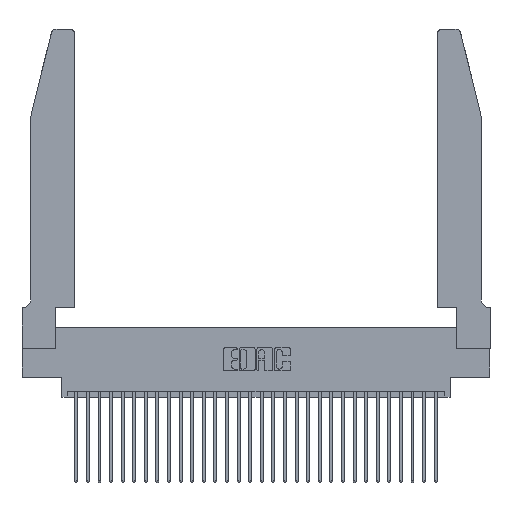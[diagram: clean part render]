
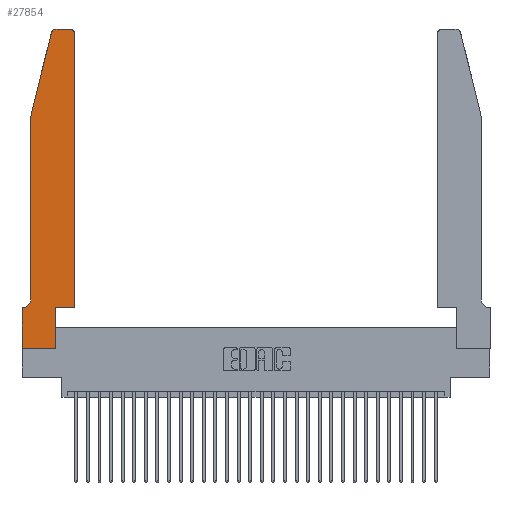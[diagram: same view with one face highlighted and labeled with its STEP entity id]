
A CAD part, top view. The second image highlights one B-rep face of the part: STEP entity #27854.
In plain terms, the highlighted planar face has unit normal (0, 0, 1).
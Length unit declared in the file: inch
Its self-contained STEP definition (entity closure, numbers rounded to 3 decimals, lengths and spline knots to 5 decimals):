
#126 = ORIENTED_EDGE ( 'NONE', *, *, #9334, .T. ) ;
#433 = EDGE_CURVE ( 'NONE', #25279, #19048, #690, .T. ) ;
#514 = DIRECTION ( 'NONE',  ( -1., 0., 0. ) ) ;
#599 = LINE ( 'NONE', #26319, #16895 ) ;
#690 = LINE ( 'NONE', #27624, #13956 ) ;
#845 = DIRECTION ( 'NONE',  ( -1., 0., 0. ) ) ;
#1191 = CARTESIAN_POINT ( 'NONE',  ( 0.0755, 2., 0.37 ) ) ;
#1303 = CARTESIAN_POINT ( 'NONE',  ( 0.4505, 0.35, 0.37 ) ) ;
#1819 = CIRCLE ( 'NONE', #26307, 0.03 ) ;
#2199 = VERTEX_POINT ( 'NONE', #21006 ) ;
#2605 = AXIS2_PLACEMENT_3D ( 'NONE', #25079, #4740, #16912 ) ;
#2669 = CARTESIAN_POINT ( 'NONE',  ( 0., 0., 0.37 ) ) ;
#3216 = VECTOR ( 'NONE', #14671, 39.37008 ) ;
#3511 = DIRECTION ( 'NONE',  ( -0.239, -0.971, 0. ) ) ;
#3692 = CIRCLE ( 'NONE', #19410, 0.03 ) ;
#4066 = ORIENTED_EDGE ( 'NONE', *, *, #21270, .T. ) ;
#4608 = CARTESIAN_POINT ( 'NONE',  ( 0., 0.35, 0.37 ) ) ;
#4740 = DIRECTION ( 'NONE',  ( 0., 0., 1. ) ) ;
#4976 = DIRECTION ( 'NONE',  ( -1., 0., 0. ) ) ;
#5479 = DIRECTION ( 'NONE',  ( 1., 0., 0. ) ) ;
#5491 = DIRECTION ( 'NONE',  ( 0., 0., -1. ) ) ;
#5678 = CIRCLE ( 'NONE', #6655, 0.07 ) ;
#6528 = CARTESIAN_POINT ( 'NONE',  ( 0., 0., 0.37 ) ) ;
#6655 = AXIS2_PLACEMENT_3D ( 'NONE', #15071, #5491, #845 ) ;
#6933 = ORIENTED_EDGE ( 'NONE', *, *, #23453, .T. ) ;
#7245 = EDGE_CURVE ( 'NONE', #10564, #26329, #1819, .T. ) ;
#7529 = LINE ( 'NONE', #7588, #13245 ) ;
#7588 = CARTESIAN_POINT ( 'NONE',  ( 0.2605, 2.75, 0.37 ) ) ;
#7639 = LINE ( 'NONE', #6528, #21689 ) ;
#7660 = VERTEX_POINT ( 'NONE', #2669 ) ;
#7677 = ORIENTED_EDGE ( 'NONE', *, *, #19988, .T. ) ;
#8036 = ORIENTED_EDGE ( 'NONE', *, *, #433, .T. ) ;
#8353 = DIRECTION ( 'NONE',  ( 0., 1., 0. ) ) ;
#8610 = VERTEX_POINT ( 'NONE', #19197 ) ;
#9117 = CARTESIAN_POINT ( 'NONE',  ( 0.0055, 0.35, 0.37 ) ) ;
#9334 = EDGE_CURVE ( 'NONE', #22298, #8610, #599, .T. ) ;
#10564 = VERTEX_POINT ( 'NONE', #11574 ) ;
#10574 = ORIENTED_EDGE ( 'NONE', *, *, #20162, .T. ) ;
#10824 = CARTESIAN_POINT ( 'NONE',  ( 0.284, 2.72, 0.37 ) ) ;
#10839 = FACE_OUTER_BOUND ( 'NONE', #11524, .T. ) ;
#11385 = DIRECTION ( 'NONE',  ( 1., 0., 0. ) ) ;
#11524 = EDGE_LOOP ( 'NONE', ( #7677, #24027, #8036, #16133, #21302, #22514, #24362, #6933, #126, #10574, #4066, #20967 ) ) ;
#11574 = CARTESIAN_POINT ( 'NONE',  ( 0.4505, 2.72, 0.37 ) ) ;
#11765 = DIRECTION ( 'NONE',  ( 0., 0., 1. ) ) ;
#12014 = EDGE_CURVE ( 'NONE', #22265, #14974, #5678, .T. ) ;
#12041 = CARTESIAN_POINT ( 'NONE',  ( 0.0755, 0.35, 0.37 ) ) ;
#12138 = CARTESIAN_POINT ( 'NONE',  ( 0.4205, 2.75, 0.37 ) ) ;
#12625 = CARTESIAN_POINT ( 'NONE',  ( 0., 0., 0.37 ) ) ;
#12913 = LINE ( 'NONE', #1191, #17082 ) ;
#13245 = VECTOR ( 'NONE', #514, 39.37008 ) ;
#13279 = DIRECTION ( 'NONE',  ( 0., 0., 1. ) ) ;
#13946 = DIRECTION ( 'NONE',  ( 0., 1., 0. ) ) ;
#13956 = VECTOR ( 'NONE', #3511, 39.37008 ) ;
#14344 = VERTEX_POINT ( 'NONE', #4608 ) ;
#14364 = CARTESIAN_POINT ( 'NONE',  ( 0.0755, 0.42, 0.37 ) ) ;
#14605 = PLANE ( 'NONE',  #2605 ) ;
#14671 = DIRECTION ( 'NONE',  ( 0., -1., 0. ) ) ;
#14856 = EDGE_CURVE ( 'NONE', #18050, #25279, #3692, .T. ) ;
#14974 = VERTEX_POINT ( 'NONE', #9117 ) ;
#15071 = CARTESIAN_POINT ( 'NONE',  ( 0.0055, 0.42, 0.37 ) ) ;
#15479 = CARTESIAN_POINT ( 'NONE',  ( 0.284, 2.75, 0.37 ) ) ;
#16133 = ORIENTED_EDGE ( 'NONE', *, *, #19535, .T. ) ;
#16582 = CARTESIAN_POINT ( 'NONE',  ( 0.4205, 2.72, 0.37 ) ) ;
#16895 = VECTOR ( 'NONE', #13946, 39.37008 ) ;
#16912 = DIRECTION ( 'NONE',  ( 1., 0., 0. ) ) ;
#17082 = VECTOR ( 'NONE', #30304, 39.37008 ) ;
#17211 = CARTESIAN_POINT ( 'NONE',  ( 0.25487, 2.72718, 0.37 ) ) ;
#18050 = VERTEX_POINT ( 'NONE', #15479 ) ;
#19048 = VERTEX_POINT ( 'NONE', #20693 ) ;
#19197 = CARTESIAN_POINT ( 'NONE',  ( 0.2865, 0.35, 0.37 ) ) ;
#19236 = DIRECTION ( 'NONE',  ( 1., 0., 0. ) ) ;
#19410 = AXIS2_PLACEMENT_3D ( 'NONE', #10824, #13279, #30220 ) ;
#19535 = EDGE_CURVE ( 'NONE', #19048, #22265, #12913, .T. ) ;
#19903 = LINE ( 'NONE', #12625, #3216 ) ;
#19988 = EDGE_CURVE ( 'NONE', #26329, #18050, #7529, .T. ) ;
#20011 = CARTESIAN_POINT ( 'NONE',  ( 0.4505, 0.35, 0.37 ) ) ;
#20162 = EDGE_CURVE ( 'NONE', #8610, #2199, #27253, .T. ) ;
#20367 = VECTOR ( 'NONE', #8353, 39.37008 ) ;
#20693 = CARTESIAN_POINT ( 'NONE',  ( 0.0755, 2., 0.37 ) ) ;
#20822 = VECTOR ( 'NONE', #5479, 39.37008 ) ;
#20967 = ORIENTED_EDGE ( 'NONE', *, *, #7245, .T. ) ;
#21006 = CARTESIAN_POINT ( 'NONE',  ( 0.4505, 0.35, 0.37 ) ) ;
#21270 = EDGE_CURVE ( 'NONE', #2199, #10564, #26790, .T. ) ;
#21302 = ORIENTED_EDGE ( 'NONE', *, *, #12014, .T. ) ;
#21689 = VECTOR ( 'NONE', #11385, 39.37008 ) ;
#22265 = VERTEX_POINT ( 'NONE', #14364 ) ;
#22298 = VERTEX_POINT ( 'NONE', #24073 ) ;
#22514 = ORIENTED_EDGE ( 'NONE', *, *, #23070, .T. ) ;
#22515 = EDGE_CURVE ( 'NONE', #14344, #7660, #19903, .T. ) ;
#23070 = EDGE_CURVE ( 'NONE', #14974, #14344, #26983, .T. ) ;
#23453 = EDGE_CURVE ( 'NONE', #7660, #22298, #7639, .T. ) ;
#24027 = ORIENTED_EDGE ( 'NONE', *, *, #14856, .T. ) ;
#24073 = CARTESIAN_POINT ( 'NONE',  ( 0.2865, 0., 0.37 ) ) ;
#24362 = ORIENTED_EDGE ( 'NONE', *, *, #22515, .T. ) ;
#25079 = CARTESIAN_POINT ( 'NONE',  ( 0., 0.35, 0.37 ) ) ;
#25279 = VERTEX_POINT ( 'NONE', #17211 ) ;
#26307 = AXIS2_PLACEMENT_3D ( 'NONE', #16582, #11765, #19236 ) ;
#26319 = CARTESIAN_POINT ( 'NONE',  ( 0.2865, 0.35, 0.37 ) ) ;
#26329 = VERTEX_POINT ( 'NONE', #12138 ) ;
#26790 = LINE ( 'NONE', #1303, #20367 ) ;
#26983 = LINE ( 'NONE', #12041, #30787 ) ;
#27253 = LINE ( 'NONE', #20011, #20822 ) ;
#27624 = CARTESIAN_POINT ( 'NONE',  ( 0.0755, 2., 0.37 ) ) ;
#27854 = ADVANCED_FACE ( 'NONE', ( #10839 ), #14605, .T. ) ;
#30220 = DIRECTION ( 'NONE',  ( 1., 0., 0. ) ) ;
#30304 = DIRECTION ( 'NONE',  ( 0., -1., 0. ) ) ;
#30787 = VECTOR ( 'NONE', #4976, 39.37008 ) ;
